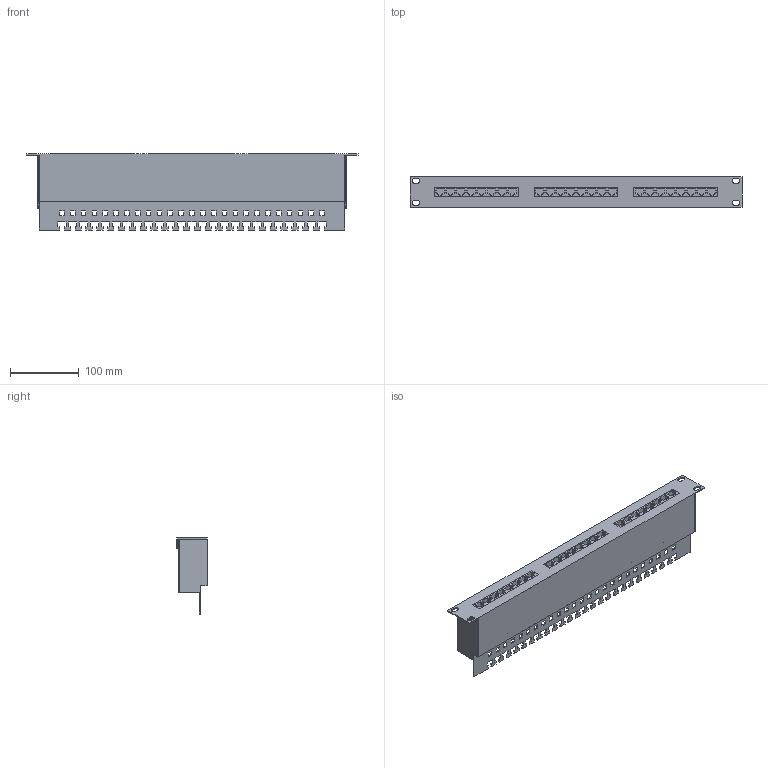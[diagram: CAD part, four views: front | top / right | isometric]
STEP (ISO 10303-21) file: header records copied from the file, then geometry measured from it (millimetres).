
FILE_DESCRIPTION (( 'STEP AP214' ), '1' );
FILE_NAME ('PP24-1UC5EF-K05-G Ïàò÷-ïàíåëü 1U êàò. 5Å FTP 24 ïîðòà (Krone) GENERICA.STEP', '2019-10-28T13:04:34', ( '' ), ( '' ), 'SwSTEP 2.0', 'SolidWorks 2017', '' );
FILE_SCHEMA (( 'AUTOMOTIVE_DESIGN' ));
Length unit declared in the file: millimetre
Products named in the file (1): PP24-1UC5EF-K05-G Ïàò÷-ïàíåëü 1U êàò. 5Å FTP 24 ïîðòà (Krone) GENERICA
Bounding box: 482.6 x 44.45 x 110.5 mm (x, y, z)
Volume: 348571.8 mm3; surface area: 355821.4 mm2
Topology: 2 solids, 2 shells, 1441 faces, 4174 edges, 2782 vertices
Faces by surface type: plane 1357, cylinder 84
Entity records: 46883 total; most frequent: CARTESIAN_POINT 8398, ORIENTED_EDGE 8348, DIRECTION 7226, EDGE_CURVE 4174, VECTOR 4006, LINE 4006, VERTEX_POINT 2782, EDGE_LOOP 1616
